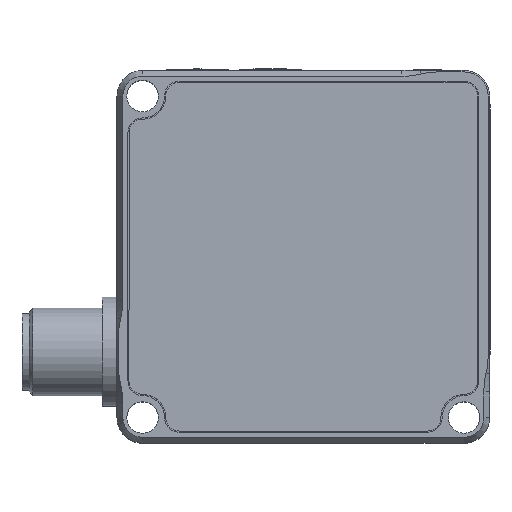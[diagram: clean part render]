
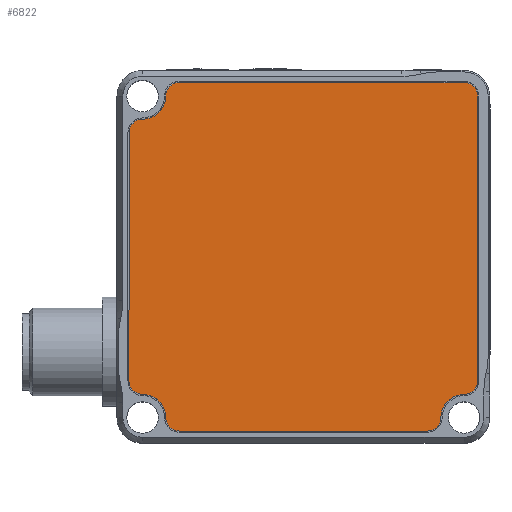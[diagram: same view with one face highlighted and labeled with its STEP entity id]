
A CAD part, top view. The second image highlights one B-rep face of the part: STEP entity #6822.
In plain terms, the highlighted planar face has unit normal (0, 0, 1).
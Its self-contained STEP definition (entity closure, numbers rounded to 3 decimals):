
#524=LINE('',#10761,#1157);
#525=LINE('',#10769,#1158);
#526=LINE('',#10777,#1159);
#527=LINE('',#10784,#1160);
#1157=VECTOR('',#8882,10.);
#1158=VECTOR('',#8889,10.);
#1159=VECTOR('',#8896,10.);
#1160=VECTOR('',#8903,10.);
#1731=FACE_OUTER_BOUND('',#2141,.T.);
#2141=EDGE_LOOP('',(#5201,#5202,#5203,#5204,#5205,#5206,#5207,#5208,#5209,
#5210,#5211,#5212,#5213,#5214));
#2534=CIRCLE('',#7470,1.838);
#2535=CIRCLE('',#7471,1.832);
#2536=CIRCLE('',#7472,3.174);
#2537=CIRCLE('',#7473,1.832);
#2538=CIRCLE('',#7474,1.834);
#2539=CIRCLE('',#7475,3.174);
#2540=CIRCLE('',#7476,1.832);
#2541=CIRCLE('',#7477,1.832);
#2542=CIRCLE('',#7478,3.17);
#2543=CIRCLE('',#7479,1.841);
#2948=VERTEX_POINT('',#10757);
#2949=VERTEX_POINT('',#10758);
#2950=VERTEX_POINT('',#10760);
#2951=VERTEX_POINT('',#10762);
#2952=VERTEX_POINT('',#10764);
#2953=VERTEX_POINT('',#10766);
#2954=VERTEX_POINT('',#10768);
#2955=VERTEX_POINT('',#10770);
#2956=VERTEX_POINT('',#10772);
#2957=VERTEX_POINT('',#10774);
#2958=VERTEX_POINT('',#10776);
#2959=VERTEX_POINT('',#10778);
#2960=VERTEX_POINT('',#10780);
#2961=VERTEX_POINT('',#10782);
#3747=EDGE_CURVE('',#2948,#2949,#2534,.T.);
#3748=EDGE_CURVE('',#2949,#2950,#524,.T.);
#3749=EDGE_CURVE('',#2950,#2951,#2535,.T.);
#3750=EDGE_CURVE('',#2951,#2952,#2536,.T.);
#3751=EDGE_CURVE('',#2952,#2953,#2537,.T.);
#3752=EDGE_CURVE('',#2953,#2954,#525,.T.);
#3753=EDGE_CURVE('',#2954,#2955,#2538,.T.);
#3754=EDGE_CURVE('',#2955,#2956,#2539,.T.);
#3755=EDGE_CURVE('',#2956,#2957,#2540,.T.);
#3756=EDGE_CURVE('',#2957,#2958,#526,.T.);
#3757=EDGE_CURVE('',#2958,#2959,#2541,.T.);
#3758=EDGE_CURVE('',#2959,#2960,#2542,.T.);
#3759=EDGE_CURVE('',#2960,#2961,#2543,.T.);
#3760=EDGE_CURVE('',#2961,#2948,#527,.T.);
#5201=ORIENTED_EDGE('',*,*,#3747,.T.);
#5202=ORIENTED_EDGE('',*,*,#3748,.T.);
#5203=ORIENTED_EDGE('',*,*,#3749,.T.);
#5204=ORIENTED_EDGE('',*,*,#3750,.T.);
#5205=ORIENTED_EDGE('',*,*,#3751,.T.);
#5206=ORIENTED_EDGE('',*,*,#3752,.T.);
#5207=ORIENTED_EDGE('',*,*,#3753,.T.);
#5208=ORIENTED_EDGE('',*,*,#3754,.T.);
#5209=ORIENTED_EDGE('',*,*,#3755,.T.);
#5210=ORIENTED_EDGE('',*,*,#3756,.T.);
#5211=ORIENTED_EDGE('',*,*,#3757,.T.);
#5212=ORIENTED_EDGE('',*,*,#3758,.T.);
#5213=ORIENTED_EDGE('',*,*,#3759,.T.);
#5214=ORIENTED_EDGE('',*,*,#3760,.T.);
#6132=PLANE('',#7469);
#6822=ADVANCED_FACE('',(#1731),#6132,.T.);
#7469=AXIS2_PLACEMENT_3D('',#10756,#8878,#8879);
#7470=AXIS2_PLACEMENT_3D('',#10759,#8880,#8881);
#7471=AXIS2_PLACEMENT_3D('',#10763,#8883,#8884);
#7472=AXIS2_PLACEMENT_3D('',#10765,#8885,#8886);
#7473=AXIS2_PLACEMENT_3D('',#10767,#8887,#8888);
#7474=AXIS2_PLACEMENT_3D('',#10771,#8890,#8891);
#7475=AXIS2_PLACEMENT_3D('',#10773,#8892,#8893);
#7476=AXIS2_PLACEMENT_3D('',#10775,#8894,#8895);
#7477=AXIS2_PLACEMENT_3D('',#10779,#8897,#8898);
#7478=AXIS2_PLACEMENT_3D('',#10781,#8899,#8900);
#7479=AXIS2_PLACEMENT_3D('',#10783,#8901,#8902);
#8878=DIRECTION('center_axis',(0.,0.,1.));
#8879=DIRECTION('ref_axis',(1.,0.,0.));
#8880=DIRECTION('center_axis',(0.,0.,1.));
#8881=DIRECTION('ref_axis',(-1.,0.007,0.));
#8882=DIRECTION('',(-1.,0.,0.));
#8883=DIRECTION('center_axis',(0.,0.,1.));
#8884=DIRECTION('ref_axis',(0.,-1.,0.));
#8885=DIRECTION('center_axis',(0.,0.,-1.));
#8886=DIRECTION('ref_axis',(0.,-1.,0.));
#8887=DIRECTION('center_axis',(0.,0.,1.));
#8888=DIRECTION('ref_axis',(-0.01,-1.,0.));
#8889=DIRECTION('',(0.,-1.,0.));
#8890=DIRECTION('center_axis',(0.,0.,1.));
#8891=DIRECTION('ref_axis',(1.,0.003,0.));
#8892=DIRECTION('center_axis',(0.,0.,-1.));
#8893=DIRECTION('ref_axis',(1.,0.,0.));
#8894=DIRECTION('center_axis',(0.,0.,1.));
#8895=DIRECTION('ref_axis',(1.,-0.01,0.));
#8896=DIRECTION('',(1.,0.,0.));
#8897=DIRECTION('center_axis',(0.,0.,1.));
#8898=DIRECTION('ref_axis',(0.,1.,0.));
#8899=DIRECTION('center_axis',(0.,0.,-1.));
#8900=DIRECTION('ref_axis',(0.,1.,0.));
#8901=DIRECTION('center_axis',(0.,0.,1.));
#8902=DIRECTION('ref_axis',(0.,1.,0.));
#8903=DIRECTION('',(0.,1.,0.));
#10756=CARTESIAN_POINT('Origin',(25.595,25.598,16.4));
#10757=CARTESIAN_POINT('',(48.851,47.,16.4));
#10758=CARTESIAN_POINT('',(47.,48.85,16.4));
#10759=CARTESIAN_POINT('Origin',(47.013,47.012,16.4));
#10760=CARTESIAN_POINT('',(8.005,48.85,16.4));
#10761=CARTESIAN_POINT('',(8.005,48.85,16.4));
#10762=CARTESIAN_POINT('',(6.173,47.,16.4));
#10763=CARTESIAN_POINT('Origin',(8.005,47.019,16.4));
#10764=CARTESIAN_POINT('',(3.,43.827,16.4));
#10765=CARTESIAN_POINT('Origin',(2.999,47.001,16.4));
#10766=CARTESIAN_POINT('',(1.15,41.996,16.4));
#10767=CARTESIAN_POINT('Origin',(2.982,41.995,16.4));
#10768=CARTESIAN_POINT('',(1.141,8.,16.4));
#10769=CARTESIAN_POINT('',(1.141,8.,16.4));
#10770=CARTESIAN_POINT('',(3.,6.172,16.4));
#10771=CARTESIAN_POINT('Origin',(2.976,8.006,16.4));
#10772=CARTESIAN_POINT('',(6.173,3.,16.4));
#10773=CARTESIAN_POINT('Origin',(2.999,2.999,16.4));
#10774=CARTESIAN_POINT('',(8.005,1.15,16.4));
#10775=CARTESIAN_POINT('Origin',(8.005,2.982,16.4));
#10776=CARTESIAN_POINT('',(41.996,1.15,16.4));
#10777=CARTESIAN_POINT('',(41.996,1.15,16.4));
#10778=CARTESIAN_POINT('',(43.828,3.,16.4));
#10779=CARTESIAN_POINT('Origin',(41.996,2.982,16.4));
#10780=CARTESIAN_POINT('',(46.999,6.159,16.4));
#10781=CARTESIAN_POINT('Origin',(46.998,2.988,16.4));
#10782=CARTESIAN_POINT('',(48.841,8.,16.4));
#10783=CARTESIAN_POINT('Origin',(47.,8.,16.4));
#10784=CARTESIAN_POINT('',(48.851,47.,16.4));
